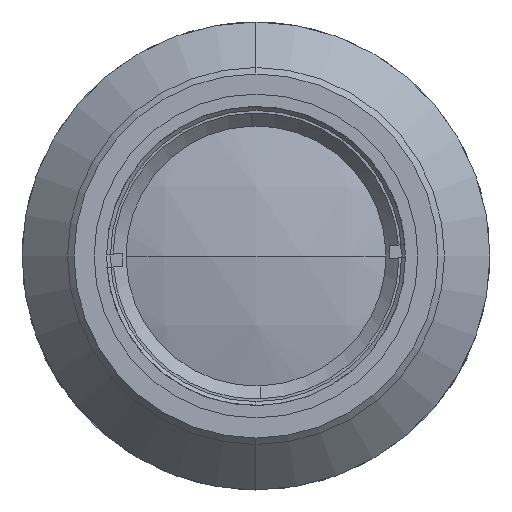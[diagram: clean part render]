
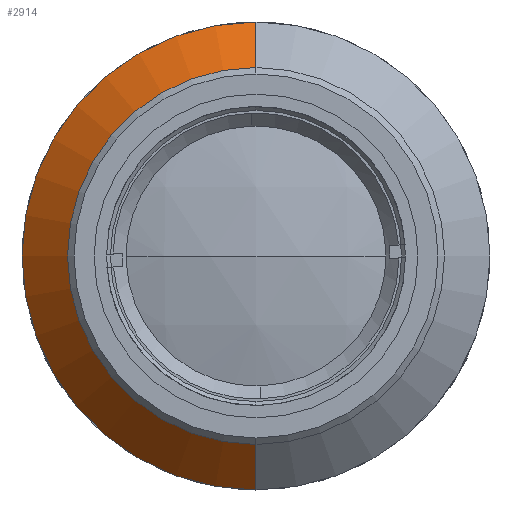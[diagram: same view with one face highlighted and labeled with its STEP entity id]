
A CAD part, left-side view. The second image highlights one B-rep face of the part: STEP entity #2914.
In plain terms, the highlighted conical face has half-angle 45 degrees and reference radius 18 mm.
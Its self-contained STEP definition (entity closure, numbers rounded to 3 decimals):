
#37 = ORIENTED_EDGE ( 'NONE', *, *, #1946, .F. ) ;
#272 = LINE ( 'NONE', #392, #3139 ) ;
#282 = EDGE_CURVE ( 'NONE', #3149, #2110, #2896, .T. ) ;
#392 = CARTESIAN_POINT ( 'NONE',  ( 23.499, 0., -18. ) ) ;
#934 = AXIS2_PLACEMENT_3D ( 'NONE', #2678, #3450, #3478 ) ;
#1045 = CARTESIAN_POINT ( 'NONE',  ( 23.499, 0., -18. ) ) ;
#1067 = CARTESIAN_POINT ( 'NONE',  ( 19.999, 0., 0. ) ) ;
#1203 = DIRECTION ( 'NONE',  ( 1., 0., 0. ) ) ;
#1357 = DIRECTION ( 'NONE',  ( 0.707, 0., 0.707 ) ) ;
#1383 = CARTESIAN_POINT ( 'NONE',  ( 23.499, 0., 18. ) ) ;
#1434 = DIRECTION ( 'NONE',  ( 0., 0., 1. ) ) ;
#1572 = FACE_OUTER_BOUND ( 'NONE', #3454, .T. ) ;
#1642 = AXIS2_PLACEMENT_3D ( 'NONE', #4599, #1203, #1990 ) ;
#1695 = VECTOR ( 'NONE', #1357, 1000. ) ;
#1800 = DIRECTION ( 'NONE',  ( 0.707, 0., -0.707 ) ) ;
#1946 = EDGE_CURVE ( 'NONE', #3475, #2110, #272, .T. ) ;
#1990 = DIRECTION ( 'NONE',  ( 0., 0., -1. ) ) ;
#2062 = ORIENTED_EDGE ( 'NONE', *, *, #4635, .F. ) ;
#2110 = VERTEX_POINT ( 'NONE', #1045 ) ;
#2148 = CARTESIAN_POINT ( 'NONE',  ( 19.999, 0., -14.5 ) ) ;
#2301 = VERTEX_POINT ( 'NONE', #2325 ) ;
#2325 = CARTESIAN_POINT ( 'NONE',  ( 19.999, 0., 14.5 ) ) ;
#2549 = CIRCLE ( 'NONE', #3181, 14.5 ) ;
#2678 = CARTESIAN_POINT ( 'NONE',  ( 23.499, 0., 0. ) ) ;
#2896 = CIRCLE ( 'NONE', #934, 18. ) ;
#2906 = ORIENTED_EDGE ( 'NONE', *, *, #4371, .T. ) ;
#2914 = ADVANCED_FACE ( 'NONE', ( #1572 ), #4330, .T. ) ;
#2915 = CARTESIAN_POINT ( 'NONE',  ( 23.499, 0., 18. ) ) ;
#3139 = VECTOR ( 'NONE', #1800, 1000. ) ;
#3149 = VERTEX_POINT ( 'NONE', #2915 ) ;
#3181 = AXIS2_PLACEMENT_3D ( 'NONE', #1067, #3687, #1434 ) ;
#3450 = DIRECTION ( 'NONE',  ( -1., 0., 0. ) ) ;
#3454 = EDGE_LOOP ( 'NONE', ( #2062, #2906, #4187, #37 ) ) ;
#3475 = VERTEX_POINT ( 'NONE', #2148 ) ;
#3478 = DIRECTION ( 'NONE',  ( 0., 0., 1. ) ) ;
#3687 = DIRECTION ( 'NONE',  ( -1., 0., 0. ) ) ;
#4187 = ORIENTED_EDGE ( 'NONE', *, *, #282, .T. ) ;
#4330 = CONICAL_SURFACE ( 'NONE', #1642, 18., 0.785 ) ;
#4363 = LINE ( 'NONE', #1383, #1695 ) ;
#4371 = EDGE_CURVE ( 'NONE', #2301, #3149, #4363, .T. ) ;
#4599 = CARTESIAN_POINT ( 'NONE',  ( 23.499, 0., 0. ) ) ;
#4635 = EDGE_CURVE ( 'NONE', #2301, #3475, #2549, .T. ) ;
